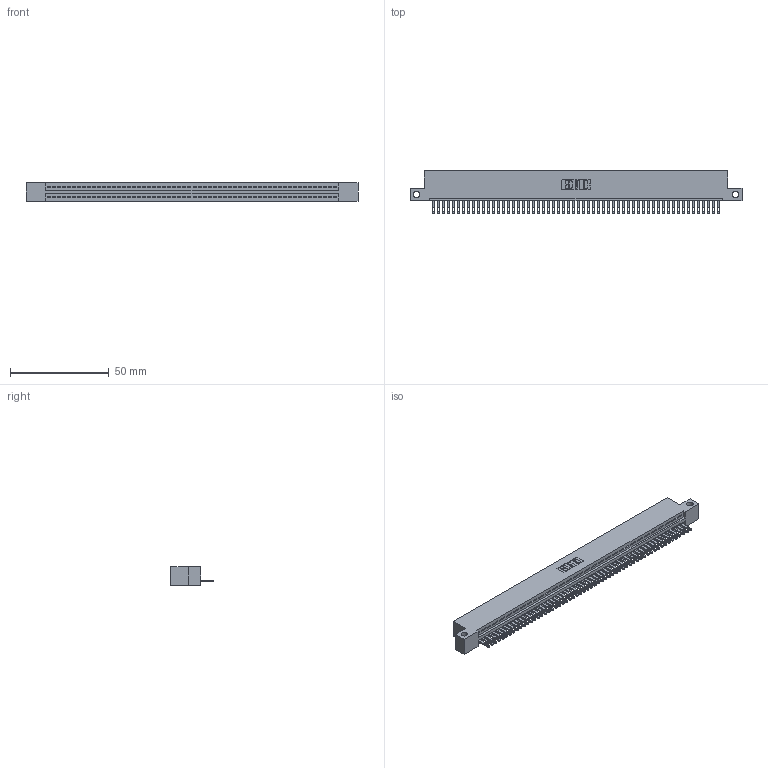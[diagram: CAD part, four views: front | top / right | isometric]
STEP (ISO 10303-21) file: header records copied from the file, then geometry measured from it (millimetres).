
FILE_DESCRIPTION (( 'STEP AP203' ), '1' );
FILE_NAME ('345-058-500-112.STEP', '2018-09-19T04:00:40', ( '' ), ( '' ), 'SwSTEP 2.0', 'SolidWorks 2016', '' );
FILE_SCHEMA (( 'CONFIG_CONTROL_DESIGN' ));
Length unit declared in the file: inch
Products named in the file (3): 345 Part_Flush Mounting Lugs - Side Mount; 345-292-001_345-293-100; 345-058-500-112
Assembly tree (59 placements, depth 2):
  345-058-500-112
    345 Part_Flush Mounting Lugs - Side Mount
    345-292-001_345-293-100  x58
Bounding box: 168.53 x 21.51 x 9.4 mm (x, y, z)
Volume: 700.1 mm3; surface area: 21563.9 mm2
Topology: 58 solids, 59 shells, 3257 faces, 10085 edges, 6722 vertices
Faces by surface type: plane 2051, cylinder 1206
Entity records: 41431 total; most frequent: CARTESIAN_POINT 7182, ORIENTED_EDGE 7174, DIRECTION 6251, EDGE_CURVE 3587, LINE 3219, VECTOR 3219, VERTEX_POINT 2390, AXIS2_PLACEMENT_3D 1516
